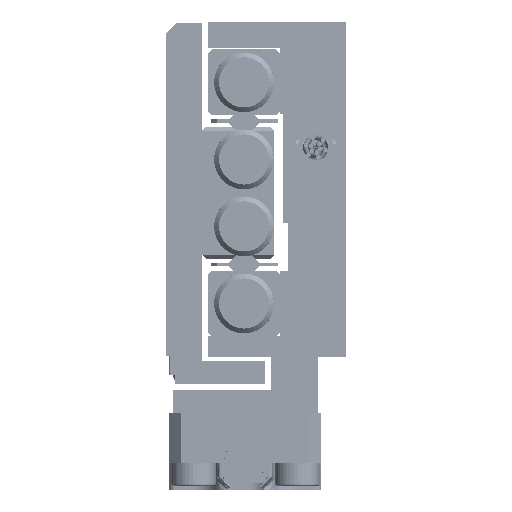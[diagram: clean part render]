
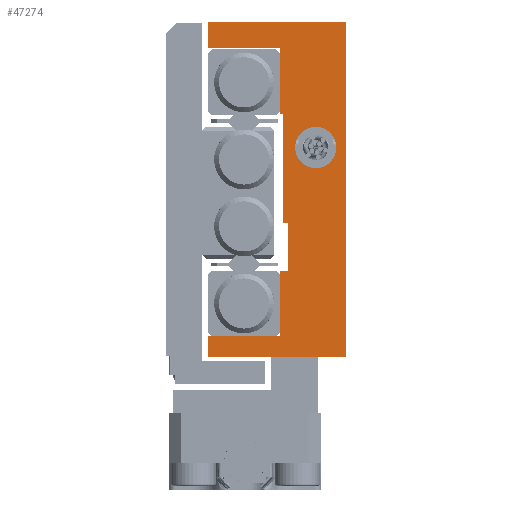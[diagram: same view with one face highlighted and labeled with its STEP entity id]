
A CAD part, left-side view. The second image highlights one B-rep face of the part: STEP entity #47274.
In plain terms, the highlighted planar face has unit normal (-1, 0, 0).
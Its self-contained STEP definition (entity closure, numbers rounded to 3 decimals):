
#746 = EDGE_CURVE ( 'NONE', #95757, #33909, #90180, .T. ) ;
#1412 = LINE ( 'NONE', #18845, #95926 ) ;
#1700 = LINE ( 'NONE', #17608, #55398 ) ;
#2125 = ORIENTED_EDGE ( 'NONE', *, *, #66058, .F. ) ;
#2129 = VECTOR ( 'NONE', #5889, 1000. ) ;
#5322 = DIRECTION ( 'NONE',  ( -1., 0., 0. ) ) ;
#5889 = DIRECTION ( 'NONE',  ( 0., -1., 0. ) ) ;
#7292 = DIRECTION ( 'NONE',  ( 0., 0., -1. ) ) ;
#9488 = CARTESIAN_POINT ( 'NONE',  ( -75., 5.5, 6.3 ) ) ;
#9825 = EDGE_CURVE ( 'NONE', #58884, #62051, #36325, .T. ) ;
#9999 = DIRECTION ( 'NONE',  ( 0., 1., 0. ) ) ;
#10306 = CARTESIAN_POINT ( 'NONE',  ( -75., 5.5, -12.3 ) ) ;
#11561 = LINE ( 'NONE', #99120, #51582 ) ;
#11826 = VECTOR ( 'NONE', #36450, 1000. ) ;
#12485 = VECTOR ( 'NONE', #82100, 1000. ) ;
#13472 = DIRECTION ( 'NONE',  ( 1., 0., 0. ) ) ;
#14998 = PLANE ( 'NONE',  #80242 ) ;
#15405 = EDGE_LOOP ( 'NONE', ( #2125, #56107 ) ) ;
#17366 = CARTESIAN_POINT ( 'NONE',  ( -75., 5.5, 6.3 ) ) ;
#17608 = CARTESIAN_POINT ( 'NONE',  ( -75., 4.8, -2.8 ) ) ;
#18094 = DIRECTION ( 'NONE',  ( 0., 0., -1. ) ) ;
#18845 = CARTESIAN_POINT ( 'NONE',  ( -75., 5.5, -6.8 ) ) ;
#19233 = CARTESIAN_POINT ( 'NONE',  ( -75., 0., 14. ) ) ;
#19565 = VERTEX_POINT ( 'NONE', #73970 ) ;
#21063 = CARTESIAN_POINT ( 'NONE',  ( -75., 5.5, -14. ) ) ;
#21065 = CARTESIAN_POINT ( 'NONE',  ( -75., 5.5, -12.3 ) ) ;
#21795 = CARTESIAN_POINT ( 'NONE',  ( -75., 5.5, 14. ) ) ;
#22327 = EDGE_LOOP ( 'NONE', ( #24732, #55997, #74382, #55347, #100296, #22457, #71323, #52528, #60151, #93462, #47625, #64910, #96792, #68053 ) ) ;
#22457 = ORIENTED_EDGE ( 'NONE', *, *, #89561, .T. ) ;
#22951 = VERTEX_POINT ( 'NONE', #53174 ) ;
#24732 = ORIENTED_EDGE ( 'NONE', *, *, #99988, .F. ) ;
#24980 = CARTESIAN_POINT ( 'NONE',  ( -75., 4.8, -6.8 ) ) ;
#25330 = CARTESIAN_POINT ( 'NONE',  ( -75., 4.8, -6.8 ) ) ;
#26338 = DIRECTION ( 'NONE',  ( 0., 0., 1. ) ) ;
#26877 = CARTESIAN_POINT ( 'NONE',  ( -75., 2.5, 5.227 ) ) ;
#27325 = EDGE_CURVE ( 'NONE', #65271, #54459, #50104, .T. ) ;
#27786 = LINE ( 'NONE', #21065, #32193 ) ;
#28292 = CARTESIAN_POINT ( 'NONE',  ( -75., 11.5, -14. ) ) ;
#28922 = DIRECTION ( 'NONE',  ( 0., 0., 1. ) ) ;
#29155 = CARTESIAN_POINT ( 'NONE',  ( -75., 5.5, -14. ) ) ;
#30100 = CARTESIAN_POINT ( 'NONE',  ( -75., 5.5, -6.8 ) ) ;
#32193 = VECTOR ( 'NONE', #83577, 1000. ) ;
#32328 = VECTOR ( 'NONE', #9999, 1000. ) ;
#33840 = VERTEX_POINT ( 'NONE', #35249 ) ;
#33909 = VERTEX_POINT ( 'NONE', #30100 ) ;
#34002 = DIRECTION ( 'NONE',  ( 0., 1., 0. ) ) ;
#34995 = EDGE_CURVE ( 'NONE', #33909, #83926, #1412, .T. ) ;
#35249 = CARTESIAN_POINT ( 'NONE',  ( -75., 5.2, -2.8 ) ) ;
#35814 = DIRECTION ( 'NONE',  ( 0., 0., 1. ) ) ;
#36178 = CARTESIAN_POINT ( 'NONE',  ( -75., 11.5, 11.8 ) ) ;
#36325 = LINE ( 'NONE', #53705, #47143 ) ;
#36450 = DIRECTION ( 'NONE',  ( 0., -1., 0. ) ) ;
#36607 = AXIS2_PLACEMENT_3D ( 'NONE', #58105, #89903, #98535 ) ;
#40198 = EDGE_CURVE ( 'NONE', #73176, #65271, #87308, .T. ) ;
#43470 = DIRECTION ( 'NONE',  ( 0., 0., 1. ) ) ;
#45716 = FACE_BOUND ( 'NONE', #15405, .T. ) ;
#47143 = VECTOR ( 'NONE', #98800, 1000. ) ;
#47274 = ADVANCED_FACE ( 'NONE', ( #45716, #52911 ), #14998, .F. ) ;
#47625 = ORIENTED_EDGE ( 'NONE', *, *, #56266, .F. ) ;
#50104 = LINE ( 'NONE', #67035, #58605 ) ;
#51000 = CARTESIAN_POINT ( 'NONE',  ( -75., 11.5, -12.3 ) ) ;
#51582 = VECTOR ( 'NONE', #57716, 1000. ) ;
#52190 = EDGE_CURVE ( 'NONE', #95757, #84198, #27786, .T. ) ;
#52243 = EDGE_CURVE ( 'NONE', #84198, #89411, #98444, .T. ) ;
#52290 = CARTESIAN_POINT ( 'NONE',  ( -75., 0., -14. ) ) ;
#52528 = ORIENTED_EDGE ( 'NONE', *, *, #65421, .F. ) ;
#52911 = FACE_OUTER_BOUND ( 'NONE', #22327, .T. ) ;
#53174 = CARTESIAN_POINT ( 'NONE',  ( -75., 5.2, 6.3 ) ) ;
#53705 = CARTESIAN_POINT ( 'NONE',  ( -75., 0., -14. ) ) ;
#53968 = CARTESIAN_POINT ( 'NONE',  ( -75., 2.5, 3.5 ) ) ;
#54110 = EDGE_CURVE ( 'NONE', #22951, #71688, #56633, .T. ) ;
#54459 = VERTEX_POINT ( 'NONE', #99057 ) ;
#55059 = VERTEX_POINT ( 'NONE', #101343 ) ;
#55347 = ORIENTED_EDGE ( 'NONE', *, *, #52190, .T. ) ;
#55398 = VECTOR ( 'NONE', #34002, 1000. ) ;
#55997 = ORIENTED_EDGE ( 'NONE', *, *, #34995, .F. ) ;
#56107 = ORIENTED_EDGE ( 'NONE', *, *, #79710, .F. ) ;
#56266 = EDGE_CURVE ( 'NONE', #71688, #54459, #74259, .T. ) ;
#56272 = VECTOR ( 'NONE', #35814, 1000. ) ;
#56633 = LINE ( 'NONE', #9488, #32328 ) ;
#56914 = AXIS2_PLACEMENT_3D ( 'NONE', #53968, #5322, #28922 ) ;
#57716 = DIRECTION ( 'NONE',  ( 0., 0., 1. ) ) ;
#58105 = CARTESIAN_POINT ( 'NONE',  ( -75., 2.5, 3.5 ) ) ;
#58605 = VECTOR ( 'NONE', #68027, 1000. ) ;
#58884 = VERTEX_POINT ( 'NONE', #52290 ) ;
#60151 = ORIENTED_EDGE ( 'NONE', *, *, #40198, .T. ) ;
#60519 = LINE ( 'NONE', #21063, #11826 ) ;
#61128 = CARTESIAN_POINT ( 'NONE',  ( -75., 5.5, -14. ) ) ;
#62051 = VERTEX_POINT ( 'NONE', #19233 ) ;
#64910 = ORIENTED_EDGE ( 'NONE', *, *, #54110, .F. ) ;
#65004 = VECTOR ( 'NONE', #18094, 1000. ) ;
#65181 = CARTESIAN_POINT ( 'NONE',  ( -75., 11.5, -14. ) ) ;
#65271 = VERTEX_POINT ( 'NONE', #36178 ) ;
#65421 = EDGE_CURVE ( 'NONE', #73176, #62051, #92503, .T. ) ;
#66058 = EDGE_CURVE ( 'NONE', #93988, #55059, #90624, .T. ) ;
#66928 = VECTOR ( 'NONE', #43470, 1000. ) ;
#67035 = CARTESIAN_POINT ( 'NONE',  ( -75., 5.5, 11.8 ) ) ;
#67579 = CARTESIAN_POINT ( 'NONE',  ( -75., 5.5, -14. ) ) ;
#68027 = DIRECTION ( 'NONE',  ( 0., -1., 0. ) ) ;
#68053 = ORIENTED_EDGE ( 'NONE', *, *, #93152, .F. ) ;
#71323 = ORIENTED_EDGE ( 'NONE', *, *, #9825, .T. ) ;
#71688 = VERTEX_POINT ( 'NONE', #17366 ) ;
#71921 = CARTESIAN_POINT ( 'NONE',  ( -75., 11.5, 14. ) ) ;
#72661 = DIRECTION ( 'NONE',  ( 0., -1., 0. ) ) ;
#72798 = EDGE_CURVE ( 'NONE', #33840, #22951, #11561, .T. ) ;
#73134 = CARTESIAN_POINT ( 'NONE',  ( -75., 11.5, 14. ) ) ;
#73176 = VERTEX_POINT ( 'NONE', #73134 ) ;
#73970 = CARTESIAN_POINT ( 'NONE',  ( -75., 4.8, -2.8 ) ) ;
#74259 = LINE ( 'NONE', #29155, #66928 ) ;
#74382 = ORIENTED_EDGE ( 'NONE', *, *, #746, .F. ) ;
#79710 = EDGE_CURVE ( 'NONE', #55059, #93988, #88054, .T. ) ;
#80242 = AXIS2_PLACEMENT_3D ( 'NONE', #61128, #13472, #7292 ) ;
#82100 = DIRECTION ( 'NONE',  ( 0., 0., -1. ) ) ;
#83577 = DIRECTION ( 'NONE',  ( 0., 1., 0. ) ) ;
#83926 = VERTEX_POINT ( 'NONE', #24980 ) ;
#84198 = VERTEX_POINT ( 'NONE', #51000 ) ;
#87308 = LINE ( 'NONE', #71921, #65004 ) ;
#88054 = CIRCLE ( 'NONE', #56914, 1.727 ) ;
#89411 = VERTEX_POINT ( 'NONE', #65181 ) ;
#89561 = EDGE_CURVE ( 'NONE', #89411, #58884, #60519, .T. ) ;
#89903 = DIRECTION ( 'NONE',  ( -1., 0., 0. ) ) ;
#90180 = LINE ( 'NONE', #67579, #56272 ) ;
#90624 = CIRCLE ( 'NONE', #36607, 1.727 ) ;
#92054 = VECTOR ( 'NONE', #26338, 1000. ) ;
#92503 = LINE ( 'NONE', #21795, #2129 ) ;
#93152 = EDGE_CURVE ( 'NONE', #19565, #33840, #1700, .T. ) ;
#93462 = ORIENTED_EDGE ( 'NONE', *, *, #27325, .T. ) ;
#93988 = VERTEX_POINT ( 'NONE', #26877 ) ;
#95757 = VERTEX_POINT ( 'NONE', #10306 ) ;
#95926 = VECTOR ( 'NONE', #72661, 1000. ) ;
#96457 = LINE ( 'NONE', #25330, #92054 ) ;
#96792 = ORIENTED_EDGE ( 'NONE', *, *, #72798, .F. ) ;
#98444 = LINE ( 'NONE', #28292, #12485 ) ;
#98535 = DIRECTION ( 'NONE',  ( 0., 0., 1. ) ) ;
#98800 = DIRECTION ( 'NONE',  ( 0., 0., 1. ) ) ;
#99057 = CARTESIAN_POINT ( 'NONE',  ( -75., 5.5, 11.8 ) ) ;
#99120 = CARTESIAN_POINT ( 'NONE',  ( -75., 5.2, 6.3 ) ) ;
#99988 = EDGE_CURVE ( 'NONE', #83926, #19565, #96457, .T. ) ;
#100296 = ORIENTED_EDGE ( 'NONE', *, *, #52243, .T. ) ;
#101343 = CARTESIAN_POINT ( 'NONE',  ( -75., 2.5, 1.773 ) ) ;
